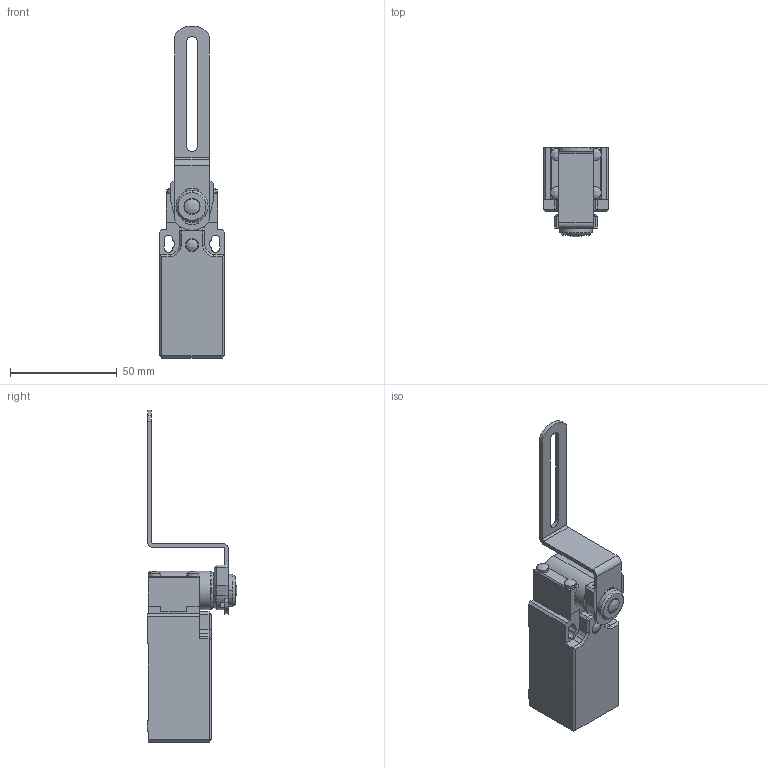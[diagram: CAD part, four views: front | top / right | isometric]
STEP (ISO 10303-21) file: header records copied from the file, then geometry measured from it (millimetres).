
FILE_DESCRIPTION (( 'STEP AP214' ), '1' );
FILE_NAME ('SP2K61W02.step', '2017-12-19T21:46:57', ( '' ), ( '' ), 'SwSTEP 2.0', 'SolidWorks 2017', '' );
FILE_SCHEMA (( 'AUTOMOTIVE_DESIGN' ));
Length unit declared in the file: inch
Products named in the file (1): SP2K61W02
Bounding box: 30.3 x 42 x 155.47 mm (x, y, z)
Volume: 67535.8 mm3; surface area: 19803.3 mm2
Topology: 5 solids, 5 shells, 263 faces, 672 edges, 429 vertices
Faces by surface type: plane 159, cylinder 78, cone 13, bspline 13
Entity records: 8202 total; most frequent: CARTESIAN_POINT 1671, ORIENTED_EDGE 1344, DIRECTION 1343, EDGE_CURVE 672, LINE 457, VECTOR 457, AXIS2_PLACEMENT_3D 443, VERTEX_POINT 429
